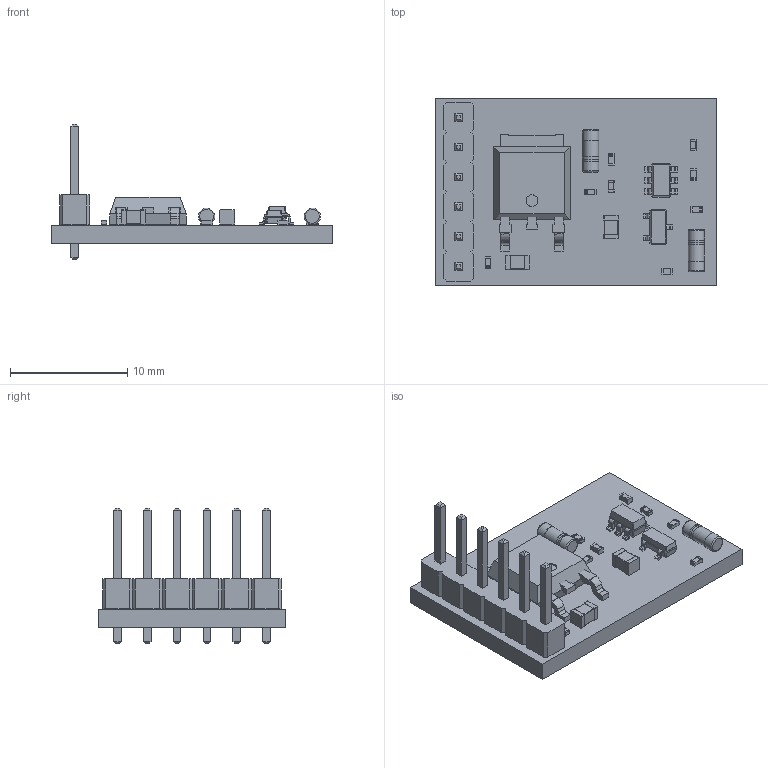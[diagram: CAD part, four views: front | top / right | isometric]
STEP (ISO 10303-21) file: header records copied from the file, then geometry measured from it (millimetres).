
FILE_DESCRIPTION(('KiCad electronic assembly'),'2;1');
FILE_NAME('huibike-3D_.step','2023-05-03T19:13:45',('Pcbnew'),('Kicad'), 'Open CASCADE STEP processor 7.5','KiCad to STEP converter','Unknown' );
FILE_SCHEMA(('AUTOMOTIVE_DESIGN { 1 0 10303 214 1 1 1 1 }'));
Length unit declared in the file: millimetre
Products named in the file (18): huibike-3D_ 1; C_0402_1005Metric; SOLID; SOT-23; C_0805_2012Metric; R_0402_1005Metric; PinHeader_1x06_P2.54mm_Vertical; D_MiniMELF; TO-252-2; COMPOUND; SOT-23-6; tmpaghaum8l PCB
Assembly tree (25 placements, depth 3):
  huibike-3D_ 1
    C_0402_1005Metric  x2
      SOLID
    SOT-23
      SOLID
    C_0805_2012Metric  x2
      SOLID
    R_0402_1005Metric  x6
      SOLID
    PinHeader_1x06_P2.54mm_Vertical
      SOLID
    D_MiniMELF  x2
      SOLID
    TO-252-2
      COMPOUND
    SOT-23-6
      SOLID
    tmpaghaum8l PCB
Bounding box: 24 x 16 x 11.54 mm (x, y, z)
Volume: 852.8 mm3; surface area: 1562.5 mm2
Topology: 21 solids, 21 shells, 737 faces, 1822 edges, 1156 vertices
Faces by surface type: plane 515, cylinder 161, bspline 57, revolution 4
Full cylindrical faces by diameter (mm): 1 x7, 1.35 x4, 1.4 x6
Entity records: 36350 total; most frequent: CARTESIAN_POINT 6335, DIRECTION 4892, LINE 3411, VECTOR 3411, ORIENTED_EDGE 2638, PCURVE 2638, DEFINITIONAL_REPRESENTATION 2638, EDGE_CURVE 1319
